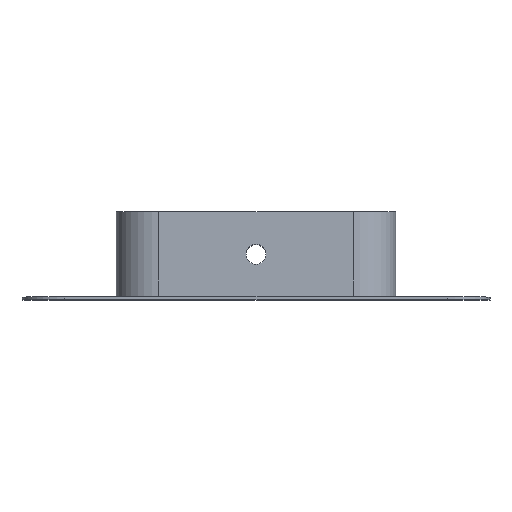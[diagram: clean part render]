
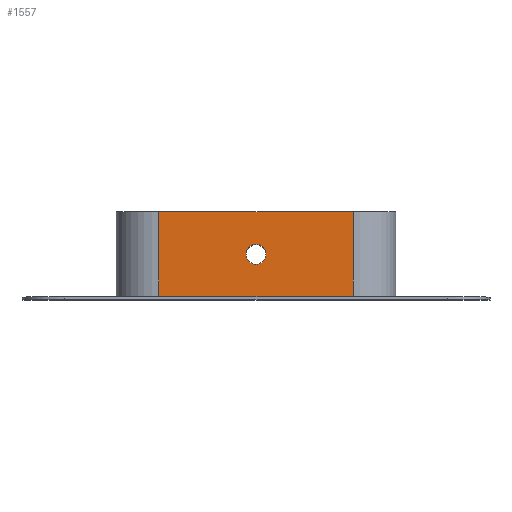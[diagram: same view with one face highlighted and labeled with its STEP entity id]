
A CAD part, top view. The second image highlights one B-rep face of the part: STEP entity #1557.
In plain terms, the highlighted face is planar.
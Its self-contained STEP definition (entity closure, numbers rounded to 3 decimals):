
#340 = FACE_OUTER_BOUND ( 'NONE', #975, .T. ) ;
#346 = FACE_BOUND ( 'NONE', #983, .T. ) ;
#432 = ORIENTED_EDGE ( 'NONE', *, *, #2884, .T. ) ;
#433 = ORIENTED_EDGE ( 'NONE', *, *, #2885, .F. ) ;
#434 = ORIENTED_EDGE ( 'NONE', *, *, #2886, .F. ) ;
#435 = ORIENTED_EDGE ( 'NONE', *, *, #2887, .T. ) ;
#436 = ORIENTED_EDGE ( 'NONE', *, *, #2888, .T. ) ;
#666 = VERTEX_POINT ( 'NONE', #1485 ) ;
#858 = VERTEX_POINT ( 'NONE', #2418 ) ;
#975 = EDGE_LOOP ( 'NONE', ( #432, #433, #434, #435 ) ) ;
#983 = EDGE_LOOP ( 'NONE', ( #436 ) ) ;
#1221 = VERTEX_POINT ( 'NONE', #2212 ) ;
#1415 = VERTEX_POINT ( 'NONE', #2426 ) ;
#1419 = VERTEX_POINT ( 'NONE', #2423 ) ;
#1485 = CARTESIAN_POINT ( 'NONE',  ( 34., 0., -15. ) ) ;
#1557 = ADVANCED_FACE ( 'NONE', ( #340, #346 ), #2556, .F. ) ;
#1756 = LINE ( 'NONE', #3012, #1762 ) ;
#1760 = LINE ( 'NONE', #3006, #1766 ) ;
#1761 = LINE ( 'NONE', #2864, #1763 ) ;
#1762 = VECTOR ( 'NONE', #3014, 1000. ) ;
#1763 = VECTOR ( 'NONE', #3011, 1000. ) ;
#1764 = LINE ( 'NONE', #3007, #1768 ) ;
#1766 = VECTOR ( 'NONE', #3015, 1000. ) ;
#1767 = CIRCLE ( 'NONE', #2000, 3.5 ) ;
#1768 = VECTOR ( 'NONE', #3017, 1000. ) ;
#2000 = AXIS2_PLACEMENT_3D ( 'NONE', #3019, #3020, #3021 ) ;
#2212 = CARTESIAN_POINT ( 'NONE',  ( 0., 0., 3.5 ) ) ;
#2418 = CARTESIAN_POINT ( 'NONE',  ( -34., 0., -15. ) ) ;
#2423 = CARTESIAN_POINT ( 'NONE',  ( -34., 0., 15. ) ) ;
#2426 = CARTESIAN_POINT ( 'NONE',  ( 34., 0., 15. ) ) ;
#2555 = CARTESIAN_POINT ( 'NONE',  ( -34., 0., 15. ) ) ;
#2556 = PLANE ( 'NONE',  #3315 ) ;
#2561 = DIRECTION ( 'NONE',  ( 0., 1., 0. ) ) ;
#2562 = DIRECTION ( 'NONE',  ( 0., 0., 1. ) ) ;
#2864 = CARTESIAN_POINT ( 'NONE',  ( -34., 0., -15. ) ) ;
#2884 = EDGE_CURVE ( 'NONE', #858, #666, #1761, .T. ) ;
#2885 = EDGE_CURVE ( 'NONE', #1415, #666, #1756, .T. ) ;
#2886 = EDGE_CURVE ( 'NONE', #1419, #1415, #1760, .T. ) ;
#2887 = EDGE_CURVE ( 'NONE', #1419, #858, #1764, .T. ) ;
#2888 = EDGE_CURVE ( 'NONE', #1221, #1221, #1767, .T. ) ;
#3006 = CARTESIAN_POINT ( 'NONE',  ( -34., 0., 15. ) ) ;
#3007 = CARTESIAN_POINT ( 'NONE',  ( -34., 0., 15. ) ) ;
#3011 = DIRECTION ( 'NONE',  ( 1., 0., 0. ) ) ;
#3012 = CARTESIAN_POINT ( 'NONE',  ( 34., 0., 15. ) ) ;
#3014 = DIRECTION ( 'NONE',  ( 0., 0., -1. ) ) ;
#3015 = DIRECTION ( 'NONE',  ( 1., 0., 0. ) ) ;
#3017 = DIRECTION ( 'NONE',  ( 0., 0., -1. ) ) ;
#3019 = CARTESIAN_POINT ( 'NONE',  ( 0., 0., 0. ) ) ;
#3020 = DIRECTION ( 'NONE',  ( 0., 1., 0. ) ) ;
#3021 = DIRECTION ( 'NONE',  ( 0., 0., 1. ) ) ;
#3315 = AXIS2_PLACEMENT_3D ( 'NONE', #2555, #2561, #2562 ) ;
